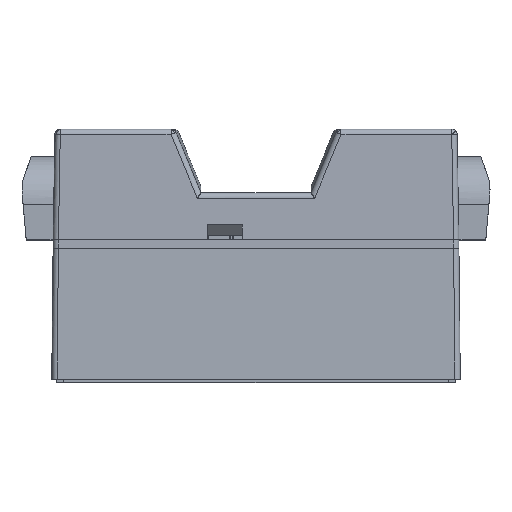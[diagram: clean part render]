
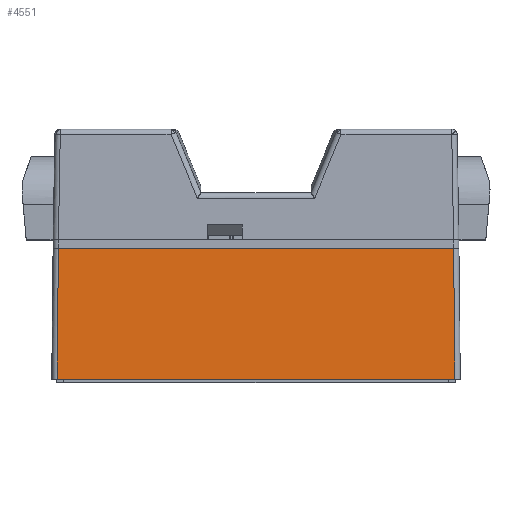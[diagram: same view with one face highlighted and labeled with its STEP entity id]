
A CAD part, top view. The second image highlights one B-rep face of the part: STEP entity #4551.
In plain terms, the highlighted planar face has unit normal (0, 0.031, 1).
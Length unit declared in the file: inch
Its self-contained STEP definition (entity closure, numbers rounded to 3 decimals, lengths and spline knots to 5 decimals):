
#700 = ORIENTED_EDGE ( 'NONE', *, *, #16542, .T. ) ;
#949 = ORIENTED_EDGE ( 'NONE', *, *, #25484, .T. ) ;
#2524 = VECTOR ( 'NONE', #45683, 39.37008 ) ;
#4551 = ADVANCED_FACE ( 'NONE', ( #18698 ), #45590, .T. ) ;
#5799 = VERTEX_POINT ( 'NONE', #40165 ) ;
#6792 = ORIENTED_EDGE ( 'NONE', *, *, #9087, .T. ) ;
#9087 = EDGE_CURVE ( 'NONE', #5799, #26436, #10219, .T. ) ;
#10219 = LINE ( 'NONE', #42891, #43185 ) ;
#10671 = CARTESIAN_POINT ( 'NONE',  ( -0.44655, 0.4631, 2.68612 ) ) ;
#10913 = DIRECTION ( 'NONE',  ( 1., 0., 0. ) ) ;
#13331 = CARTESIAN_POINT ( 'NONE',  ( 1.78603, -0.2719, 2.70864 ) ) ;
#13668 = DIRECTION ( 'NONE',  ( -1., 0., 0. ) ) ;
#15543 = EDGE_LOOP ( 'NONE', ( #700, #47780, #6792, #949 ) ) ;
#16249 = DIRECTION ( 'NONE',  ( 0., 0.031, 1. ) ) ;
#16542 = EDGE_CURVE ( 'NONE', #37668, #16770, #24521, .T. ) ;
#16770 = VERTEX_POINT ( 'NONE', #13331 ) ;
#18698 = FACE_OUTER_BOUND ( 'NONE', #15543, .T. ) ;
#23593 = CARTESIAN_POINT ( 'NONE',  ( -0.44655, 0.4631, 2.68612 ) ) ;
#24521 = LINE ( 'NONE', #33033, #44138 ) ;
#25484 = EDGE_CURVE ( 'NONE', #26436, #37668, #31933, .T. ) ;
#26436 = VERTEX_POINT ( 'NONE', #10671 ) ;
#29053 = VECTOR ( 'NONE', #33080, 39.37008 ) ;
#31933 = LINE ( 'NONE', #23593, #2524 ) ;
#32191 = EDGE_CURVE ( 'NONE', #16770, #5799, #37744, .T. ) ;
#33033 = CARTESIAN_POINT ( 'NONE',  ( -0.46756, -0.2719, 2.70864 ) ) ;
#33080 = DIRECTION ( 'NONE',  ( -0.01, 0.999, -0.031 ) ) ;
#37668 = VERTEX_POINT ( 'NONE', #39874 ) ;
#37744 = LINE ( 'NONE', #40516, #29053 ) ;
#38338 = CARTESIAN_POINT ( 'NONE',  ( -0.46756, 0.4631, 2.68612 ) ) ;
#39874 = CARTESIAN_POINT ( 'NONE',  ( -0.45412, -0.2719, 2.70864 ) ) ;
#40165 = CARTESIAN_POINT ( 'NONE',  ( 1.77847, 0.4631, 2.68612 ) ) ;
#40516 = CARTESIAN_POINT ( 'NONE',  ( 1.78603, -0.2719, 2.70864 ) ) ;
#42041 = DIRECTION ( 'NONE',  ( 0., -1., 0.031 ) ) ;
#42657 = AXIS2_PLACEMENT_3D ( 'NONE', #38338, #16249, #42041 ) ;
#42891 = CARTESIAN_POINT ( 'NONE',  ( -0.46756, 0.4631, 2.68612 ) ) ;
#43185 = VECTOR ( 'NONE', #13668, 39.37008 ) ;
#44138 = VECTOR ( 'NONE', #10913, 39.37008 ) ;
#45590 = PLANE ( 'NONE',  #42657 ) ;
#45683 = DIRECTION ( 'NONE',  ( -0.01, -0.999, 0.031 ) ) ;
#47780 = ORIENTED_EDGE ( 'NONE', *, *, #32191, .T. ) ;
